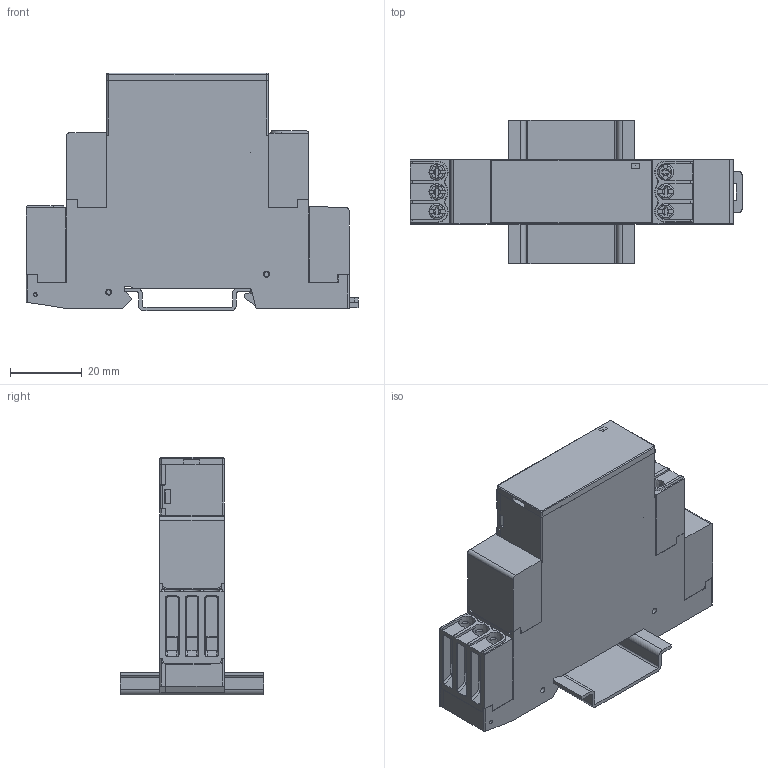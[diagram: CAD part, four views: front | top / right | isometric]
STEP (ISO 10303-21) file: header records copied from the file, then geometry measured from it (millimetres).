
FILE_DESCRIPTION(/* description */ ('Unknown'),/* implementation_level */ '2;1');
FILE_NAME(/* name */ '84873029 (MWS) AND 84873021 (MWS2)',/* time_stamp */ '2024-06-04T19:17:52+06:00',/* author */ ('Unknown'),/* organization */ ('Unknown'),/* preprocessor_version */ 'ST-DEVELOPER v18.104',/* originating_system */ 'Solid Edge',/* authorisation */ 'Unknown');
FILE_SCHEMA (('MODEL_BASED_INTEGRATED_MANUFACTURING_SCHEMA','AUTOMOTIVE_DESIGN {1 0 10303 214 3 1 1}'));
Products named in the file (1): 84873029 (MWS) AND  84873021 (MWS2)
Bounding box: 92.48 x 40 x 66.2 mm (x, y, z)
Volume: 27266.6 mm3; surface area: 45147.4 mm2
Topology: 29 solids, 29 shells, 2456 faces, 6485 edges, 4013 vertices
Faces by surface type: plane 1440, cylinder 620, torus 169, sphere 113, cone 87, bspline 27
Full cylindrical faces by diameter (mm): 0.01 x1, 0.05 x2, 0.1 x7, 1.4 x4, 1.5 x9, 2.4 x6, 2.5 x1, 3.2 x6, 4.5 x6
Entity records: 80963 total; most frequent: CARTESIAN_POINT 22798, ORIENTED_EDGE 12468, DIRECTION 11073, EDGE_CURVE 6234, LINE 4317, VECTOR 4317, VERTEX_POINT 3961, AXIS2_PLACEMENT_3D 3378
